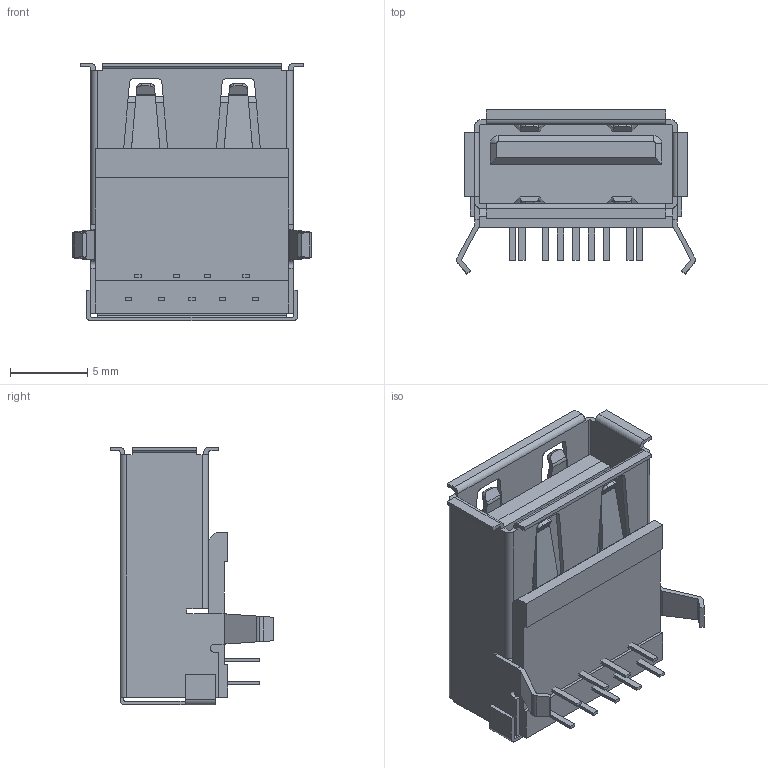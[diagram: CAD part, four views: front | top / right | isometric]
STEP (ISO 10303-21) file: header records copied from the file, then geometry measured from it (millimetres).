
FILE_DESCRIPTION (( 'STEP AP214' ), '1' );
FILE_NAME ('xb-sua-110h-301.STEP', '2024-03-21T13:41:38', ( '' ), ( '' ), 'SwSTEP 2.0', 'SolidWorks 2022', '' );
FILE_SCHEMA (( 'AUTOMOTIVE_DESIGN' ));
Length unit declared in the file: millimetre
Products named in the file (12): xb-sua-110h-30_1; xb-sua-110h-30_1_6; xb-sua-110h-30_1_4; xb-sua-110h-30_1_3; xb-sua-110h-30_1_5; xb-sua-110h-30_1_10; xb-sua-110h-30_1_8; xb-sua-110h-30_1_9; xb-sua-110h-301; xb-sua-110h-30_1_2; xb-sua-110h-30_1_11; xb-sua-110h-30_1_7
Assembly tree (11 placements, depth 2):
  xb-sua-110h-301
    xb-sua-110h-30_1
    xb-sua-110h-30_1_2
    xb-sua-110h-30_1_3
    xb-sua-110h-30_1_4
    xb-sua-110h-30_1_5
    xb-sua-110h-30_1_6
    xb-sua-110h-30_1_7
    xb-sua-110h-30_1_8
    xb-sua-110h-30_1_9
    xb-sua-110h-30_1_10
    xb-sua-110h-30_1_11
Bounding box: 15.44 x 10.6 x 16.7 mm (x, y, z)
Volume: 866.7 mm3; surface area: 2152.6 mm2
Topology: 11 solids, 11 shells, 555 faces, 1525 edges, 1014 vertices
Faces by surface type: plane 361, cylinder 110, bspline 82, cone 2
Entity records: 22660 total; most frequent: CARTESIAN_POINT 8623, ORIENTED_EDGE 3050, DIRECTION 2421, EDGE_CURVE 1525, VECTOR 1139, LINE 1139, VERTEX_POINT 1014, AXIS2_PLACEMENT_3D 641
